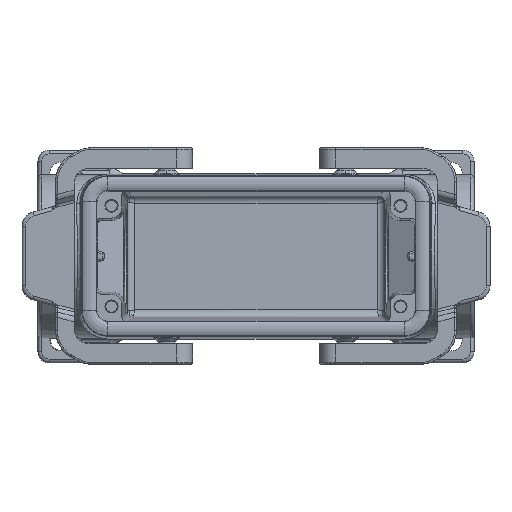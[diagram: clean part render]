
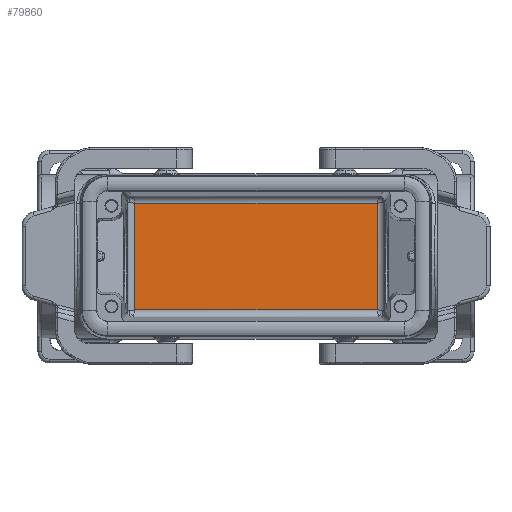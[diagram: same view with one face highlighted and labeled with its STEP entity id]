
A CAD part, top view. The second image highlights one B-rep face of the part: STEP entity #79860.
In plain terms, the highlighted planar face has unit normal (0, 0, 1).
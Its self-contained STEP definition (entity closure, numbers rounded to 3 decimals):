
#45760=CARTESIAN_POINT('',(106.102,54.488,
3.));
#45770=VERTEX_POINT('',#45760);
#45800=CARTESIAN_POINT('',(0.,54.488,3.));
#45810=DIRECTION('',(-1.,0.,0.));
#45820=VECTOR('',#45810,1.);
#45830=LINE('',#45800,#45820);
#45840=CARTESIAN_POINT('',(41.035,54.488,
3.));
#45850=VERTEX_POINT('',#45840);
#45860=EDGE_CURVE('',#45770,#45850,#45830,.T.);
#68720=CARTESIAN_POINT('',(41.035,25.922,
3.));
#68730=VERTEX_POINT('',#68720);
#73720=CARTESIAN_POINT('',(0.,25.922,3.));
#73730=DIRECTION('',(1.,0.,0.));
#73740=VECTOR('',#73730,1.);
#73750=LINE('',#73720,#73740);
#73760=CARTESIAN_POINT('',(106.102,25.922,
3.));
#73770=VERTEX_POINT('',#73760);
#73780=EDGE_CURVE('',#68730,#73770,#73750,.T.);
#75050=CARTESIAN_POINT('',(106.102,0.,
3.));
#75060=DIRECTION('',(0.,1.,0.));
#75070=VECTOR('',#75060,1.);
#75080=LINE('',#75050,#75070);
#75090=EDGE_CURVE('',#73770,#45770,#75080,.T.);
#76220=CARTESIAN_POINT('',(41.035,0.,
3.));
#76230=DIRECTION('',(0.,1.,0.));
#76240=VECTOR('',#76230,1.);
#76250=LINE('',#76220,#76240);
#76260=EDGE_CURVE('',#68730,#45850,#76250,.T.);
#79750=CARTESIAN_POINT('',(97.269,40.205,3.));
#79760=DIRECTION('',(0.,0.,1.));
#79770=DIRECTION('',(-1.,0.,0.));
#79780=AXIS2_PLACEMENT_3D('',#79750,#79760,#79770);
#79790=PLANE('',#79780);
#79800=ORIENTED_EDGE('',*,*,#73780,.T.);
#79810=ORIENTED_EDGE('',*,*,#76260,.F.);
#79820=ORIENTED_EDGE('',*,*,#45860,.T.);
#79830=ORIENTED_EDGE('',*,*,#75090,.T.);
#79840=EDGE_LOOP('',(#79830,#79820,#79810,#79800));
#79850=FACE_OUTER_BOUND('',#79840,.T.);
#79860=ADVANCED_FACE('',(#79850),#79790,.T.);
